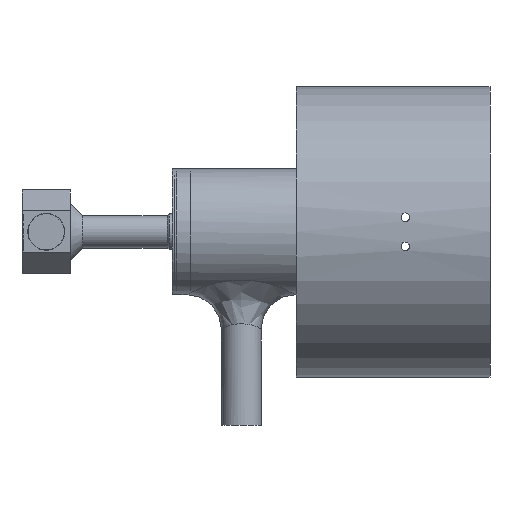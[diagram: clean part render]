
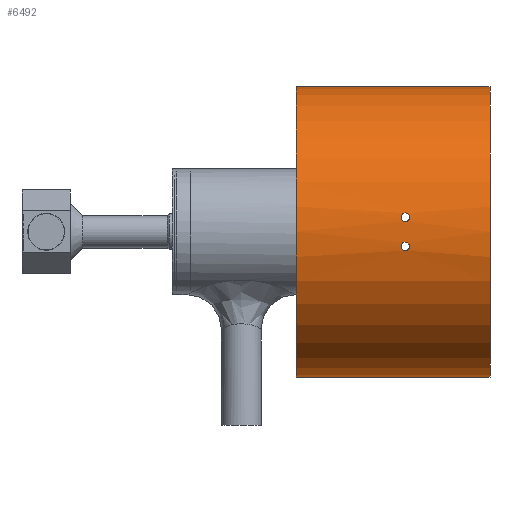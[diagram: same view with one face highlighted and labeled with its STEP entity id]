
A CAD part, left-side view. The second image highlights one B-rep face of the part: STEP entity #6492.
In plain terms, the highlighted cylindrical face has radius 76.2 mm (diameter 152.4 mm), a full revolution.
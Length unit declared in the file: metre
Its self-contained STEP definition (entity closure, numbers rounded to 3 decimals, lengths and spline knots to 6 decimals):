
#329=CIRCLE('',#6961,0.0762);
#330=CIRCLE('',#6962,0.0762);
#381=CYLINDRICAL_SURFACE('',#6960,0.0762);
#3110=ORIENTED_EDGE('',*,*,#4008,.F.);
#3111=ORIENTED_EDGE('',*,*,#4009,.T.);
#3112=ORIENTED_EDGE('',*,*,#4010,.F.);
#3113=ORIENTED_EDGE('',*,*,#4011,.F.);
#3114=ORIENTED_EDGE('',*,*,#4012,.F.);
#3115=ORIENTED_EDGE('',*,*,#4013,.F.);
#4008=EDGE_CURVE('',#4623,#4623,#329,.T.);
#4009=EDGE_CURVE('',#4624,#4624,#330,.T.);
#4010=EDGE_CURVE('',#4625,#4625,#4907,.T.);
#4011=EDGE_CURVE('',#4626,#4626,#4908,.T.);
#4012=EDGE_CURVE('',#4627,#4627,#4909,.T.);
#4013=EDGE_CURVE('',#4628,#4628,#4910,.T.);
#4623=VERTEX_POINT('',#12178);
#4624=VERTEX_POINT('',#12180);
#4625=VERTEX_POINT('',#12192);
#4626=VERTEX_POINT('',#12204);
#4627=VERTEX_POINT('',#12216);
#4628=VERTEX_POINT('',#12228);
#4907=B_SPLINE_CURVE_WITH_KNOTS('',3,(#12181,#12182,#12183,#12184,#12185,
#12186,#12187,#12188,#12189,#12190,#12191),.UNSPECIFIED.,.T.,.F.,(1,1,1,
1,1,1,1,1,1,1,1,1,1,1,1),(-0.005314,-0.003543,-0.001771,
0.,0.001771,0.003543,0.005314,0.007085,
0.008857,0.010628,0.012399,0.014171,
0.015942,0.017713,0.019485),.UNSPECIFIED.);
#4908=B_SPLINE_CURVE_WITH_KNOTS('',3,(#12193,#12194,#12195,#12196,#12197,
#12198,#12199,#12200,#12201,#12202,#12203),.UNSPECIFIED.,.T.,.F.,(1,1,1,
1,1,1,1,1,1,1,1,1,1,1,1),(-0.005314,-0.003543,-0.001771,
0.,0.001771,0.003543,0.005314,0.007085,
0.008857,0.010628,0.012399,0.014171,
0.015942,0.017713,0.019485),.UNSPECIFIED.);
#4909=B_SPLINE_CURVE_WITH_KNOTS('',3,(#12205,#12206,#12207,#12208,#12209,
#12210,#12211,#12212,#12213,#12214,#12215),.UNSPECIFIED.,.T.,.F.,(1,1,1,
1,1,1,1,1,1,1,1,1,1,1,1),(-0.005314,-0.003543,-0.001771,
0.,0.001771,0.003543,0.005314,0.007085,
0.008857,0.010628,0.0124,0.014171,
0.015942,0.017714,0.019485),.UNSPECIFIED.);
#4910=B_SPLINE_CURVE_WITH_KNOTS('',3,(#12217,#12218,#12219,#12220,#12221,
#12222,#12223,#12224,#12225,#12226,#12227),.UNSPECIFIED.,.T.,.F.,(1,1,1,
1,1,1,1,1,1,1,1,1,1,1,1),(-0.005314,-0.003543,-0.001771,
0.,0.001771,0.003543,0.005314,0.007085,
0.008857,0.010628,0.0124,0.014171,
0.015942,0.017714,0.019485),.UNSPECIFIED.);
#5402=EDGE_LOOP('',(#3110));
#5403=EDGE_LOOP('',(#3111));
#5404=EDGE_LOOP('',(#3112));
#5405=EDGE_LOOP('',(#3113));
#5406=EDGE_LOOP('',(#3114));
#5407=EDGE_LOOP('',(#3115));
#5913=FACE_BOUND('',#5402,.T.);
#5914=FACE_BOUND('',#5403,.T.);
#5915=FACE_BOUND('',#5404,.T.);
#5916=FACE_BOUND('',#5405,.T.);
#5917=FACE_BOUND('',#5406,.T.);
#5918=FACE_BOUND('',#5407,.T.);
#6492=ADVANCED_FACE('',(#5913,#5914,#5915,#5916,#5917,#5918),#381,.T.);
#6960=AXIS2_PLACEMENT_3D('',#12176,#8207,#8208);
#6961=AXIS2_PLACEMENT_3D('',#12177,#8209,#8210);
#6962=AXIS2_PLACEMENT_3D('',#12179,#8211,#8212);
#8207=DIRECTION('',(0.,1.,0.));
#8208=DIRECTION('',(0.,0.,1.));
#8209=DIRECTION('',(0.,-1.,0.));
#8210=DIRECTION('',(0.,0.,-1.));
#8211=DIRECTION('',(0.,-1.,0.));
#8212=DIRECTION('',(0.,0.,-1.));
#12176=CARTESIAN_POINT('',(0.,-0.1016,0.));
#12177=CARTESIAN_POINT('',(0.,-0.1016,0.));
#12178=CARTESIAN_POINT('',(0.,-0.1016,-0.0762));
#12179=CARTESIAN_POINT('',(0.,0.,0.));
#12180=CARTESIAN_POINT('',(0.,0.,-0.0762));
#12181=CARTESIAN_POINT('',(-0.075979,-0.058928,-0.005853));
#12182=CARTESIAN_POINT('',(-0.076028,-0.05715,-0.005113));
#12183=CARTESIAN_POINT('',(-0.075979,-0.055374,-0.005853));
#12184=CARTESIAN_POINT('',(-0.075826,-0.054647,-0.007622));
#12185=CARTESIAN_POINT('',(-0.075623,-0.055375,-0.009387));
#12186=CARTESIAN_POINT('',(-0.075523,-0.05715,-0.010127));
#12187=CARTESIAN_POINT('',(-0.075623,-0.058922,-0.00939));
#12188=CARTESIAN_POINT('',(-0.075826,-0.059653,-0.007626));
#12189=CARTESIAN_POINT('',(-0.075979,-0.058928,-0.005853));
#12190=CARTESIAN_POINT('',(-0.076028,-0.05715,-0.005113));
#12191=CARTESIAN_POINT('',(-0.075979,-0.055374,-0.005853));
#12192=CARTESIAN_POINT('',(-0.076011,-0.05715,-0.005359));
#12193=CARTESIAN_POINT('',(0.075979,-0.055372,-0.005853));
#12194=CARTESIAN_POINT('',(0.076028,-0.05715,-0.005113));
#12195=CARTESIAN_POINT('',(0.075979,-0.058926,-0.005853));
#12196=CARTESIAN_POINT('',(0.075826,-0.059653,-0.007622));
#12197=CARTESIAN_POINT('',(0.075623,-0.058925,-0.009387));
#12198=CARTESIAN_POINT('',(0.075523,-0.05715,-0.010127));
#12199=CARTESIAN_POINT('',(0.075623,-0.055378,-0.00939));
#12200=CARTESIAN_POINT('',(0.075826,-0.054647,-0.007626));
#12201=CARTESIAN_POINT('',(0.075979,-0.055372,-0.005853));
#12202=CARTESIAN_POINT('',(0.076028,-0.05715,-0.005113));
#12203=CARTESIAN_POINT('',(0.075979,-0.058926,-0.005853));
#12204=CARTESIAN_POINT('',(0.076011,-0.05715,-0.005359));
#12205=CARTESIAN_POINT('',(-0.075624,-0.058926,0.009387));
#12206=CARTESIAN_POINT('',(-0.075523,-0.05715,0.010127));
#12207=CARTESIAN_POINT('',(-0.075623,-0.055376,0.009387));
#12208=CARTESIAN_POINT('',(-0.075826,-0.054647,0.007625));
#12209=CARTESIAN_POINT('',(-0.075979,-0.055373,0.005853));
#12210=CARTESIAN_POINT('',(-0.076028,-0.05715,0.005113));
#12211=CARTESIAN_POINT('',(-0.075979,-0.058924,0.00585));
#12212=CARTESIAN_POINT('',(-0.075826,-0.059654,0.007621));
#12213=CARTESIAN_POINT('',(-0.075624,-0.058926,0.009387));
#12214=CARTESIAN_POINT('',(-0.075523,-0.05715,0.010127));
#12215=CARTESIAN_POINT('',(-0.075623,-0.055376,0.009387));
#12216=CARTESIAN_POINT('',(-0.075557,-0.05715,0.009881));
#12217=CARTESIAN_POINT('',(0.075624,-0.055374,0.009387));
#12218=CARTESIAN_POINT('',(0.075523,-0.05715,0.010127));
#12219=CARTESIAN_POINT('',(0.075623,-0.058924,0.009387));
#12220=CARTESIAN_POINT('',(0.075826,-0.059653,0.007625));
#12221=CARTESIAN_POINT('',(0.075979,-0.058927,0.005853));
#12222=CARTESIAN_POINT('',(0.076028,-0.05715,0.005113));
#12223=CARTESIAN_POINT('',(0.075979,-0.055376,0.00585));
#12224=CARTESIAN_POINT('',(0.075826,-0.054646,0.007621));
#12225=CARTESIAN_POINT('',(0.075624,-0.055374,0.009387));
#12226=CARTESIAN_POINT('',(0.075523,-0.05715,0.010127));
#12227=CARTESIAN_POINT('',(0.075623,-0.058924,0.009387));
#12228=CARTESIAN_POINT('',(0.075557,-0.05715,0.009881));
